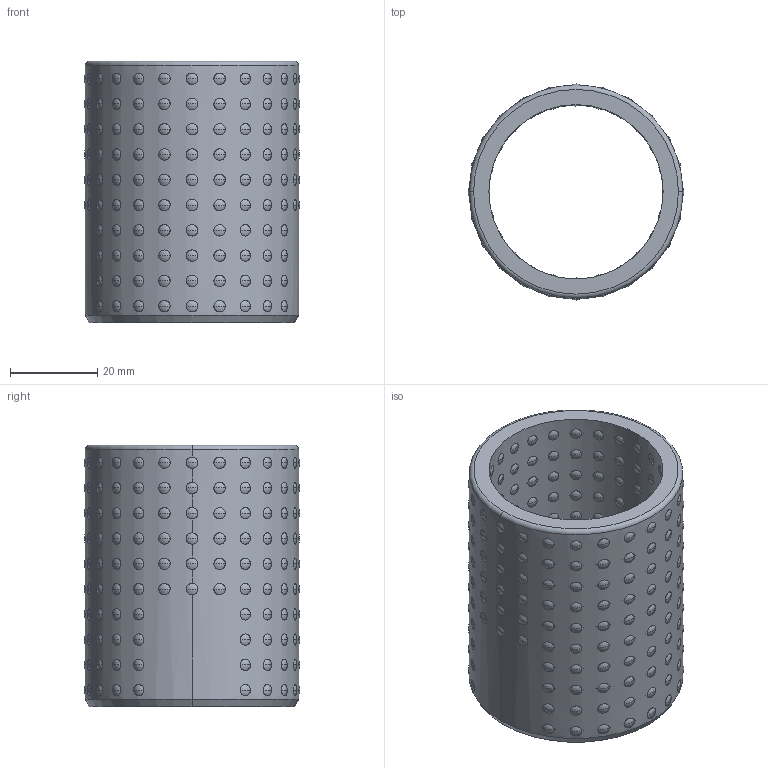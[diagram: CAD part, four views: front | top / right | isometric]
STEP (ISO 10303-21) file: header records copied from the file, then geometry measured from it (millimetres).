
FILE_DESCRIPTION (( 'STEP AP214' ), '1' );
FILE_NAME ('681QM-D40-C60.STEP', '2021-11-03T03:32:33', ( '' ), ( '' ), 'SwSTEP 2.0', 'SolidWorks 2016', '' );
FILE_SCHEMA (( 'AUTOMOTIVE_DESIGN' ));
Length unit declared in the file: millimetre
Products named in the file (220): BALL-D5; 681QM-D40-C60; 681QM -D40-C60
Assembly tree (217 placements, depth 2):
  BALL-D5
  BALL-D5
  BALL-D5
  BALL-D5
  BALL-D5
Bounding box: 49.5 x 49.5 x 60 mm (x, y, z)
Volume: 36205.5 mm3; surface area: 48445 mm2
Topology: 217 solids, 217 shells, 883 faces, 4007 edges, 2670 vertices
Faces by surface type: sphere 864, plane 8, cylinder 7, torus 2, cone 2
Entity records: 37438 total; most frequent: CARTESIAN_POINT 21355, ORIENTED_EDGE 2834, DIRECTION 2311, EDGE_CURVE 1417, AXIS2_PLACEMENT_3D 1132, VERTEX_POINT 944, B_SPLINE_CURVE_WITH_KNOTS 912, EDGE_LOOP 863
